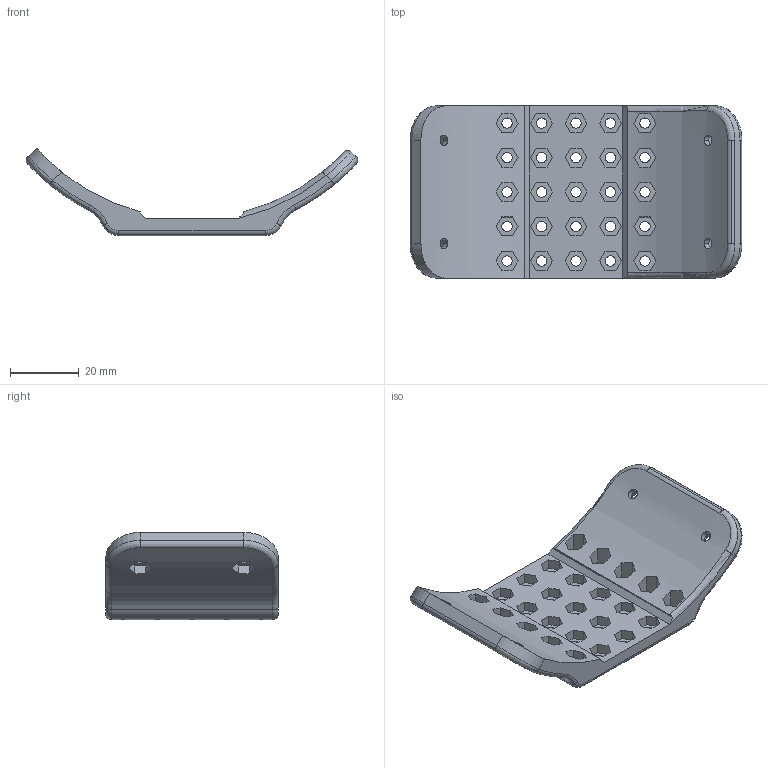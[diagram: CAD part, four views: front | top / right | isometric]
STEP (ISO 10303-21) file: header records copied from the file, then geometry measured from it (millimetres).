
FILE_DESCRIPTION (( 'STEP AP214' ), '1' );
FILE_NAME ('賑輸R45.ST', '2024-10-13T07:11:35', ( '' ), ( '' ), 'SwSTEP 2.0', 'SolidWorks 2024', '' );
FILE_SCHEMA (( 'AUTOMOTIVE_DESIGN' ));
Length unit declared in the file: millimetre
Products named in the file (1): 滑块R45
Bounding box: 96.24 x 50 x 25.31 mm (x, y, z)
Volume: 25929 mm3; surface area: 14495.1 mm2
Topology: 1 solids, 1 shells, 309 faces, 838 edges, 550 vertices
Faces by surface type: plane 213, cylinder 76, torus 14, bspline 6
Entity records: 10803 total; most frequent: CARTESIAN_POINT 2978, ORIENTED_EDGE 1676, DIRECTION 1528, EDGE_CURVE 838, LINE 552, VECTOR 552, VERTEX_POINT 550, AXIS2_PLACEMENT_3D 488
